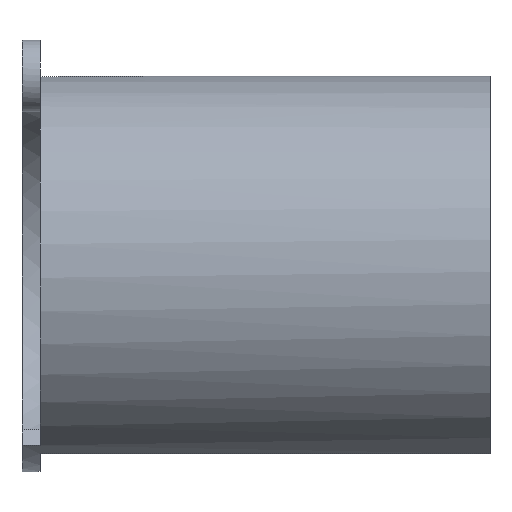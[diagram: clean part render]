
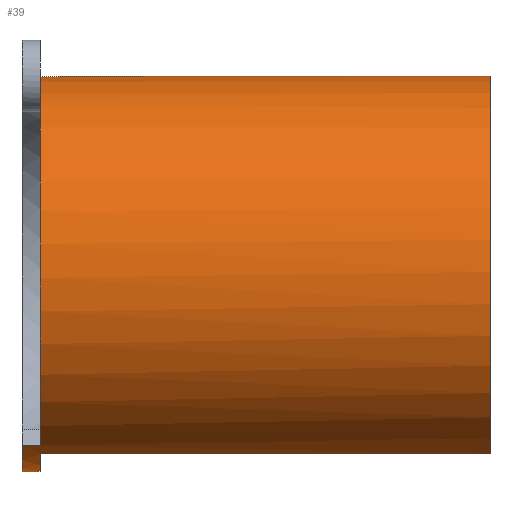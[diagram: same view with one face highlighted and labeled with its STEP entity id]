
A CAD part, front view. The second image highlights one B-rep face of the part: STEP entity #39.
In plain terms, the highlighted cylindrical face has radius 11 mm (diameter 22 mm), a full revolution.
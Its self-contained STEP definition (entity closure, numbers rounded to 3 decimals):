
#39 = ADVANCED_FACE( '', ( #86, #87 ), #88, .T. );
#86 = FACE_OUTER_BOUND( '', #139, .T. );
#87 = FACE_OUTER_BOUND( '', #140, .T. );
#88 = CYLINDRICAL_SURFACE( '', #141, 11. );
#139 = EDGE_LOOP( '', ( #186, #187, #188, #189, #190 ) );
#140 = EDGE_LOOP( '', ( #191, #192, #193, #194 ) );
#141 = AXIS2_PLACEMENT_3D( '', #195, #196, #197 );
#186 = ORIENTED_EDGE( '', *, *, #324, .F. );
#187 = ORIENTED_EDGE( '', *, *, #325, .T. );
#188 = ORIENTED_EDGE( '', *, *, #326, .T. );
#189 = ORIENTED_EDGE( '', *, *, #327, .T. );
#190 = ORIENTED_EDGE( '', *, *, #328, .T. );
#191 = ORIENTED_EDGE( '', *, *, #329, .T. );
#192 = ORIENTED_EDGE( '', *, *, #330, .F. );
#193 = ORIENTED_EDGE( '', *, *, #331, .F. );
#194 = ORIENTED_EDGE( '', *, *, #332, .F. );
#195 = CARTESIAN_POINT( '', ( 1., 0., 0. ) );
#196 = DIRECTION( '', ( 1., 0., 0. ) );
#197 = DIRECTION( '', ( 0., 0., 1. ) );
#324 = EDGE_CURVE( '', #378, #379, #380, .T. );
#325 = EDGE_CURVE( '', #378, #381, #382, .T. );
#326 = EDGE_CURVE( '', #381, #383, #384, .T. );
#327 = EDGE_CURVE( '', #383, #385, #386, .T. );
#328 = EDGE_CURVE( '', #385, #379, #387, .T. );
#329 = EDGE_CURVE( '', #388, #389, #390, .T. );
#330 = EDGE_CURVE( '', #391, #389, #392, .T. );
#331 = EDGE_CURVE( '', #393, #391, #394, .T. );
#332 = EDGE_CURVE( '', #388, #393, #395, .T. );
#378 = VERTEX_POINT( '', #457 );
#379 = VERTEX_POINT( '', #458 );
#380 = LINE( '', #459, #460 );
#381 = VERTEX_POINT( '', #461 );
#382 = CIRCLE( '', #462, 11. );
#383 = VERTEX_POINT( '', #463 );
#384 = CIRCLE( '', #464, 11. );
#385 = VERTEX_POINT( '', #465 );
#386 = LINE( '', #466, #467 );
#387 = CIRCLE( '', #468, 11. );
#388 = VERTEX_POINT( '', #469 );
#389 = VERTEX_POINT( '', #470 );
#390 = LINE( '', #471, #472 );
#391 = VERTEX_POINT( '', #473 );
#392 = CIRCLE( '', #474, 11. );
#393 = VERTEX_POINT( '', #475 );
#394 = LINE( '', #476, #477 );
#395 = CIRCLE( '', #478, 11. );
#457 = CARTESIAN_POINT( '', ( 1., -4.396, 10.083 ) );
#458 = CARTESIAN_POINT( '', ( 0., -4.396, 10.083 ) );
#459 = CARTESIAN_POINT( '', ( 1., -4.396, 10.083 ) );
#460 = VECTOR( '', #560, 1000. );
#461 = CARTESIAN_POINT( '', ( 1., -5.862, 9.308 ) );
#462 = AXIS2_PLACEMENT_3D( '', #561, #562, #563 );
#463 = CARTESIAN_POINT( '', ( 1., -5.5, -9.526 ) );
#464 = AXIS2_PLACEMENT_3D( '', #564, #565, #566 );
#465 = CARTESIAN_POINT( '', ( 0., -5.5, -9.526 ) );
#466 = CARTESIAN_POINT( '', ( 1., -5.5, -9.526 ) );
#467 = VECTOR( '', #567, 1000. );
#468 = AXIS2_PLACEMENT_3D( '', #568, #569, #570 );
#469 = CARTESIAN_POINT( '', ( 26., 5.5, 9.526 ) );
#470 = CARTESIAN_POINT( '', ( 1., 5.5, 9.526 ) );
#471 = CARTESIAN_POINT( '', ( 26., 5.5, 9.526 ) );
#472 = VECTOR( '', #571, 1000. );
#473 = CARTESIAN_POINT( '', ( 1., -4.611, -9.987 ) );
#474 = AXIS2_PLACEMENT_3D( '', #572, #573, #574 );
#475 = CARTESIAN_POINT( '', ( 26., -4.611, -9.987 ) );
#476 = CARTESIAN_POINT( '', ( 26., -4.611, -9.987 ) );
#477 = VECTOR( '', #575, 1000. );
#478 = AXIS2_PLACEMENT_3D( '', #576, #577, #578 );
#560 = DIRECTION( '', ( -1., 0., 0. ) );
#561 = CARTESIAN_POINT( '', ( 1., 0., 0. ) );
#562 = DIRECTION( '', ( 1., 0., 0. ) );
#563 = DIRECTION( '', ( 0., 0., -1. ) );
#564 = CARTESIAN_POINT( '', ( 1., 0., 0. ) );
#565 = DIRECTION( '', ( 1., 0., 0. ) );
#566 = DIRECTION( '', ( 0., 0., -1. ) );
#567 = DIRECTION( '', ( -1., 0., 0. ) );
#568 = CARTESIAN_POINT( '', ( 0., 0., 0. ) );
#569 = DIRECTION( '', ( 1., 0., 0. ) );
#570 = DIRECTION( '', ( 0., 0., -1. ) );
#571 = DIRECTION( '', ( -1., 0., 0. ) );
#572 = CARTESIAN_POINT( '', ( 1., 0., 0. ) );
#573 = DIRECTION( '', ( 1., 0., 0. ) );
#574 = DIRECTION( '', ( 0., 0., -1. ) );
#575 = DIRECTION( '', ( -1., 0., 0. ) );
#576 = CARTESIAN_POINT( '', ( 26., 0., 0. ) );
#577 = DIRECTION( '', ( 1., 0., 0. ) );
#578 = DIRECTION( '', ( 0., 0., -1. ) );
